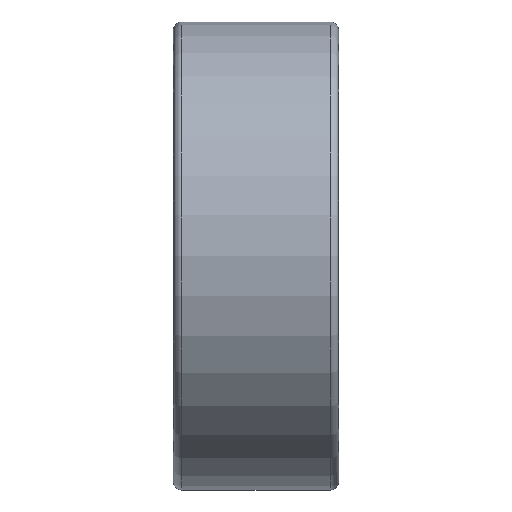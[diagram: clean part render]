
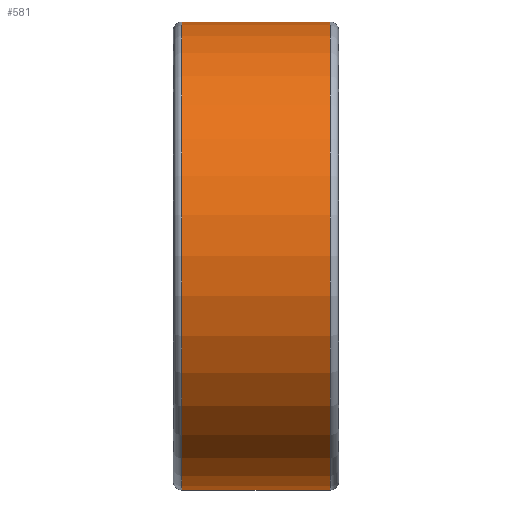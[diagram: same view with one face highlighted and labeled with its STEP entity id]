
A CAD part, top view. The second image highlights one B-rep face of the part: STEP entity #581.
In plain terms, the highlighted cylindrical face has radius 8.5 mm (diameter 17 mm), a partial arc.
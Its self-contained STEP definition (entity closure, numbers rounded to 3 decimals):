
#581=ADVANCED_FACE('',(#1351),#1352,.T.);
#1351=FACE_OUTER_BOUND('',#2312,.T.);
#1352=CYLINDRICAL_SURFACE('',#2313,8.5);
#2312=EDGE_LOOP('',(#4104,#4105,#4106,#4107));
#2313=AXIS2_PLACEMENT_3D('',#4108,#4109,#4110);
#4104=ORIENTED_EDGE('',*,*,#5953,.T.);
#4105=ORIENTED_EDGE('',*,*,#6246,.F.);
#4106=ORIENTED_EDGE('',*,*,#5954,.T.);
#4107=ORIENTED_EDGE('',*,*,#6247,.T.);
#4108=CARTESIAN_POINT('',(0.,0.0,0.0));
#4109=DIRECTION('',(1.0,0.0,0.0));
#4110=DIRECTION('',(0.0,1.0,0.));
#5953=EDGE_CURVE('',#7217,#7198,#7234,.T.);
#5954=EDGE_CURVE('',#7201,#7221,#7235,.T.);
#6246=EDGE_CURVE('',#7201,#7198,#7721,.T.);
#6247=EDGE_CURVE('',#7221,#7217,#7722,.T.);
#7198=VERTEX_POINT('',#9769);
#7201=VERTEX_POINT('',#9772);
#7217=VERTEX_POINT('',#9790);
#7221=VERTEX_POINT('',#9794);
#7234=LINE('',#9809,#9810);
#7235=LINE('',#9811,#9812);
#7721=CIRCLE('',#10506,8.5);
#7722=CIRCLE('',#10507,8.5);
#9769=CARTESIAN_POINT('',(-2.7,8.5,0.));
#9772=CARTESIAN_POINT('',(-2.7,-8.5,0.));
#9790=CARTESIAN_POINT('',(2.7,8.5,0.));
#9794=CARTESIAN_POINT('',(2.7,-8.5,0.));
#9809=CARTESIAN_POINT('',(0.,8.5,0.));
#9810=VECTOR('',#11901,1.0);
#9811=CARTESIAN_POINT('',(0.,-8.5,0.));
#9812=VECTOR('',#11902,1.0);
#10506=AXIS2_PLACEMENT_3D('',#12189,#12190,#12191);
#10507=AXIS2_PLACEMENT_3D('',#12192,#12193,#12194);
#11901=DIRECTION('',(-1.0,0.0,0.0));
#11902=DIRECTION('',(1.0,0.0,0.0));
#12189=CARTESIAN_POINT('',(-2.7,0.0,0.0));
#12190=DIRECTION('',(-1.0,0.0,0.0));
#12191=DIRECTION('',(0.0,1.0,0.));
#12192=CARTESIAN_POINT('',(2.7,0.0,0.0));
#12193=DIRECTION('',(-1.0,0.0,0.0));
#12194=DIRECTION('',(0.0,1.0,0.));
